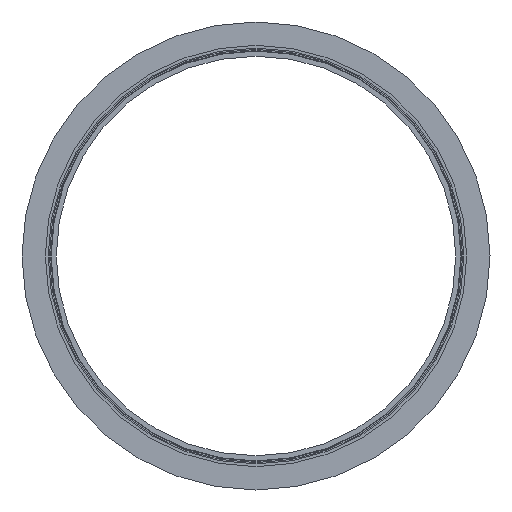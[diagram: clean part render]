
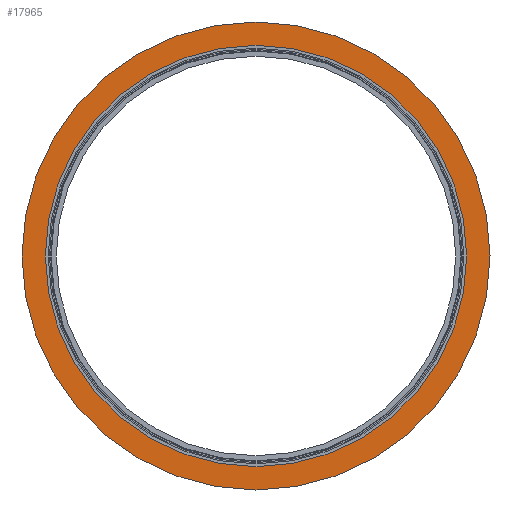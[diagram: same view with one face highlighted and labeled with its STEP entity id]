
A CAD part, left-side view. The second image highlights one B-rep face of the part: STEP entity #17965.
In plain terms, the highlighted planar face has unit normal (-1, 0, 0).
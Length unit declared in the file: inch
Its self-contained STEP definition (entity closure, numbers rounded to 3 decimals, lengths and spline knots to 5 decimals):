
#453 = CARTESIAN_POINT ( 'NONE',  ( 0., 0., -5.71 ) ) ;
#899 = DIRECTION ( 'NONE',  ( 0., 0., 1. ) ) ;
#1056 = FACE_OUTER_BOUND ( 'NONE', #20637, .T. ) ;
#1690 = VERTEX_POINT ( 'NONE', #21543 ) ;
#3347 = DIRECTION ( 'NONE',  ( -1., 0., 0. ) ) ;
#6320 = AXIS2_PLACEMENT_3D ( 'NONE', #9833, #8286, #20616 ) ;
#7069 = CARTESIAN_POINT ( 'NONE',  ( 0., 0., 0. ) ) ;
#7420 = CIRCLE ( 'NONE', #19512, 5.71 ) ;
#7857 = CARTESIAN_POINT ( 'NONE',  ( 0., 0., 5.71 ) ) ;
#8286 = DIRECTION ( 'NONE',  ( 1., 0., 0. ) ) ;
#9161 = CIRCLE ( 'NONE', #12191, 5.71 ) ;
#9218 = DIRECTION ( 'NONE',  ( -1., 0., 0. ) ) ;
#9833 = CARTESIAN_POINT ( 'NONE',  ( 0., 5.14, 0. ) ) ;
#10405 = DIRECTION ( 'NONE',  ( 0., 0., 1. ) ) ;
#11362 = VERTEX_POINT ( 'NONE', #13180 ) ;
#12191 = AXIS2_PLACEMENT_3D ( 'NONE', #12359, #3347, #23377 ) ;
#12359 = CARTESIAN_POINT ( 'NONE',  ( 0., 0., 0. ) ) ;
#13123 = CARTESIAN_POINT ( 'NONE',  ( 0., 0., 0. ) ) ;
#13146 = ORIENTED_EDGE ( 'NONE', *, *, #17384, .T. ) ;
#13180 = CARTESIAN_POINT ( 'NONE',  ( 0., 0., -5.14 ) ) ;
#13409 = VERTEX_POINT ( 'NONE', #453 ) ;
#13594 = DIRECTION ( 'NONE',  ( -1., 0., 0. ) ) ;
#14064 = DIRECTION ( 'NONE',  ( -1., 0., 0. ) ) ;
#14300 = EDGE_LOOP ( 'NONE', ( #20227, #22576 ) ) ;
#14355 = EDGE_CURVE ( 'NONE', #14391, #13409, #9161, .T. ) ;
#14391 = VERTEX_POINT ( 'NONE', #7857 ) ;
#15169 = FACE_BOUND ( 'NONE', #14300, .T. ) ;
#15194 = ORIENTED_EDGE ( 'NONE', *, *, #14355, .T. ) ;
#15721 = CIRCLE ( 'NONE', #21758, 5.14 ) ;
#15797 = EDGE_CURVE ( 'NONE', #11362, #1690, #15721, .T. ) ;
#17308 = AXIS2_PLACEMENT_3D ( 'NONE', #13123, #9218, #20232 ) ;
#17384 = EDGE_CURVE ( 'NONE', #13409, #14391, #7420, .T. ) ;
#17965 = ADVANCED_FACE ( 'NONE', ( #15169, #1056 ), #20843, .F. ) ;
#18202 = EDGE_CURVE ( 'NONE', #1690, #11362, #22221, .T. ) ;
#19027 = CARTESIAN_POINT ( 'NONE',  ( 0., 0., 0. ) ) ;
#19512 = AXIS2_PLACEMENT_3D ( 'NONE', #7069, #14064, #10405 ) ;
#20227 = ORIENTED_EDGE ( 'NONE', *, *, #18202, .F. ) ;
#20232 = DIRECTION ( 'NONE',  ( 0., 0., 1. ) ) ;
#20616 = DIRECTION ( 'NONE',  ( 0., 0., -1. ) ) ;
#20637 = EDGE_LOOP ( 'NONE', ( #15194, #13146 ) ) ;
#20843 = PLANE ( 'NONE',  #6320 ) ;
#21543 = CARTESIAN_POINT ( 'NONE',  ( 0., 0., 5.14 ) ) ;
#21758 = AXIS2_PLACEMENT_3D ( 'NONE', #19027, #13594, #899 ) ;
#22221 = CIRCLE ( 'NONE', #17308, 5.14 ) ;
#22576 = ORIENTED_EDGE ( 'NONE', *, *, #15797, .F. ) ;
#23377 = DIRECTION ( 'NONE',  ( 0., 0., 1. ) ) ;
